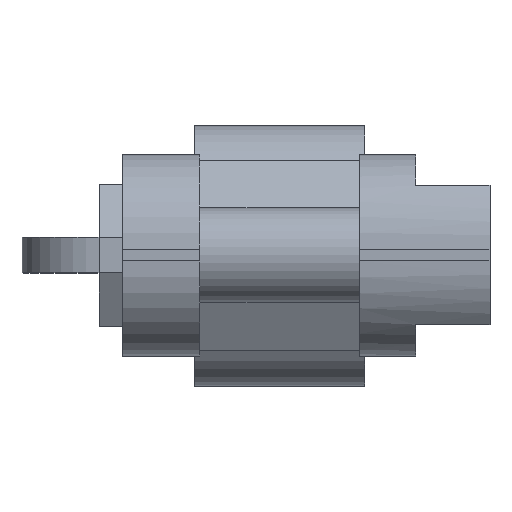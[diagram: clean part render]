
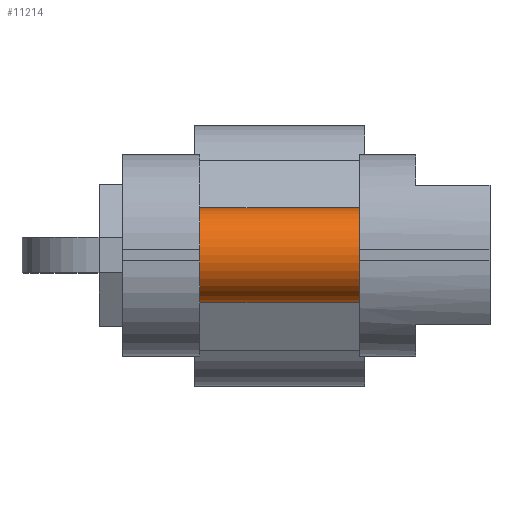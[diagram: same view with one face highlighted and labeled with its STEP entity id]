
A CAD part, top view. The second image highlights one B-rep face of the part: STEP entity #11214.
In plain terms, the highlighted cylindrical face has radius 8 mm (diameter 16 mm), a partial arc.
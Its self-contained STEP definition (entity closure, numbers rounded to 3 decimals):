
#1365=CARTESIAN_POINT('',(13.5,0.,75.));
#1366=DIRECTION('',(-1.,0.,0.));
#1367=DIRECTION('',(0.,-1.,0.));
#1368=AXIS2_PLACEMENT_3D('',#1365,#1366,#1367);
#1386=DIRECTION('',(1.,0.,0.));
#1387=VECTOR('',#1386,27.);
#1388=CARTESIAN_POINT('',(-13.5,-8.,75.));
#1389=LINE('',#1388,#1387);
#1390=DIRECTION('',(-1.,0.,0.));
#1391=VECTOR('',#1390,27.);
#1392=CARTESIAN_POINT('',(13.5,8.,75.));
#1393=LINE('',#1392,#1391);
#1445=CARTESIAN_POINT('',(-13.5,0.,75.));
#1446=DIRECTION('',(1.,0.,0.));
#1447=DIRECTION('',(0.,1.,0.));
#1448=AXIS2_PLACEMENT_3D('',#1445,#1446,#1447);
#5903=CARTESIAN_POINT('',(-13.5,-8.,75.));
#5904=CARTESIAN_POINT('',(13.5,-8.,75.));
#5905=VERTEX_POINT('',#5903);
#5906=VERTEX_POINT('',#5904);
#5907=CARTESIAN_POINT('',(13.5,8.,75.));
#5908=CARTESIAN_POINT('',(-13.5,8.,75.));
#5909=VERTEX_POINT('',#5907);
#5910=VERTEX_POINT('',#5908);
#11203=CARTESIAN_POINT('',(-13.5,0.,75.));
#11204=DIRECTION('',(1.,0.,0.));
#11205=DIRECTION('',(0.,-1.,0.));
#11206=AXIS2_PLACEMENT_3D('',#11203,#11204,#11205);
#11207=CYLINDRICAL_SURFACE('',#11206,8.);
#11208=ORIENTED_EDGE('',*,*,#7676,.F.);
#11209=ORIENTED_EDGE('',*,*,#7645,.F.);
#11210=ORIENTED_EDGE('',*,*,#7595,.F.);
#11211=ORIENTED_EDGE('',*,*,#7642,.F.);
#11212=EDGE_LOOP('',(#11208,#11209,#11210,#11211));
#11213=FACE_OUTER_BOUND('',#11212,.F.);
#11214=ADVANCED_FACE('',(#11213),#11207,.T.);
#1369=CIRCLE('',#1368,8.);
#1449=CIRCLE('',#1448,8.);
#7595=EDGE_CURVE('',#5906,#5909,#1369,.T.);
#7642=EDGE_CURVE('',#5905,#5906,#1389,.T.);
#7645=EDGE_CURVE('',#5909,#5910,#1393,.T.);
#7676=EDGE_CURVE('',#5910,#5905,#1449,.T.);
